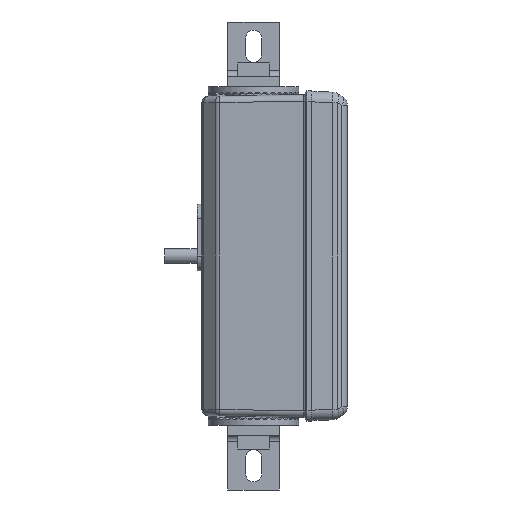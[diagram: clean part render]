
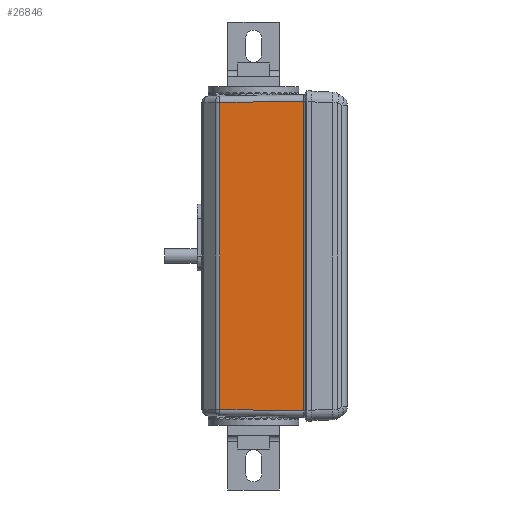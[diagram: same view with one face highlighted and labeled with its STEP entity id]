
A CAD part, left-side view. The second image highlights one B-rep face of the part: STEP entity #26846.
In plain terms, the highlighted planar face has unit normal (-1, 0.018, 0).
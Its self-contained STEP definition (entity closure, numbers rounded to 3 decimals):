
#2687=CARTESIAN_POINT('',(-14.492,2.491,47.992));
#5779=DIRECTION('',(0.,0.,1.));
#5780=VECTOR('',#5779,95.984);
#5781=CARTESIAN_POINT('',(-14.492,2.491,
-47.992));
#5782=LINE('',#5781,#5780);
#5793=DIRECTION('',(0.017,1.,0.017));
#5794=VECTOR('',#5793,25.985);
#5795=CARTESIAN_POINT('',(-14.492,2.491,
-47.992));
#5796=LINE('',#5795,#5794);
#5800=DIRECTION('',(-0.017,-1.,0.017));
#5801=VECTOR('',#5800,25.985);
#5802=CARTESIAN_POINT('',(-14.038,28.468,47.538));
#5803=LINE('',#5802,#5801);
#5814=DIRECTION('',(0.,0.,-1.));
#5815=VECTOR('',#5814,95.077);
#5816=CARTESIAN_POINT('',(-14.038,28.468,47.538));
#5817=LINE('',#5816,#5815);
#22829=VERTEX_POINT('',#2687);
#22830=CARTESIAN_POINT('',(-14.038,28.468,
47.538));
#22831=VERTEX_POINT('',#22830);
#22832=CARTESIAN_POINT('',(-14.492,2.491,
-47.992));
#22833=VERTEX_POINT('',#22832);
#22834=CARTESIAN_POINT('',(-14.038,28.468,
-47.538));
#22835=VERTEX_POINT('',#22834);
#26834=CARTESIAN_POINT('',(-14.5,2.,-52.339));
#26835=DIRECTION('',(-1.,0.017,0.));
#26836=DIRECTION('',(0.,0.,1.));
#26837=AXIS2_PLACEMENT_3D('',#26834,#26835,#26836);
#26838=PLANE('',#26837);
#26839=ORIENTED_EDGE('',*,*,#26826,.F.);
#26840=ORIENTED_EDGE('',*,*,#24137,.T.);
#26842=ORIENTED_EDGE('',*,*,#26841,.F.);
#26843=ORIENTED_EDGE('',*,*,#24242,.T.);
#26844=EDGE_LOOP('',(#26839,#26840,#26842,#26843));
#26845=FACE_OUTER_BOUND('',#26844,.F.);
#26846=ADVANCED_FACE('',(#26845),#26838,.T.);
#24137=EDGE_CURVE('',#22833,#22835,#5796,.T.);
#24242=EDGE_CURVE('',#22831,#22829,#5803,.T.);
#26826=EDGE_CURVE('',#22833,#22829,#5782,.T.);
#26841=EDGE_CURVE('',#22831,#22835,#5817,.T.);
